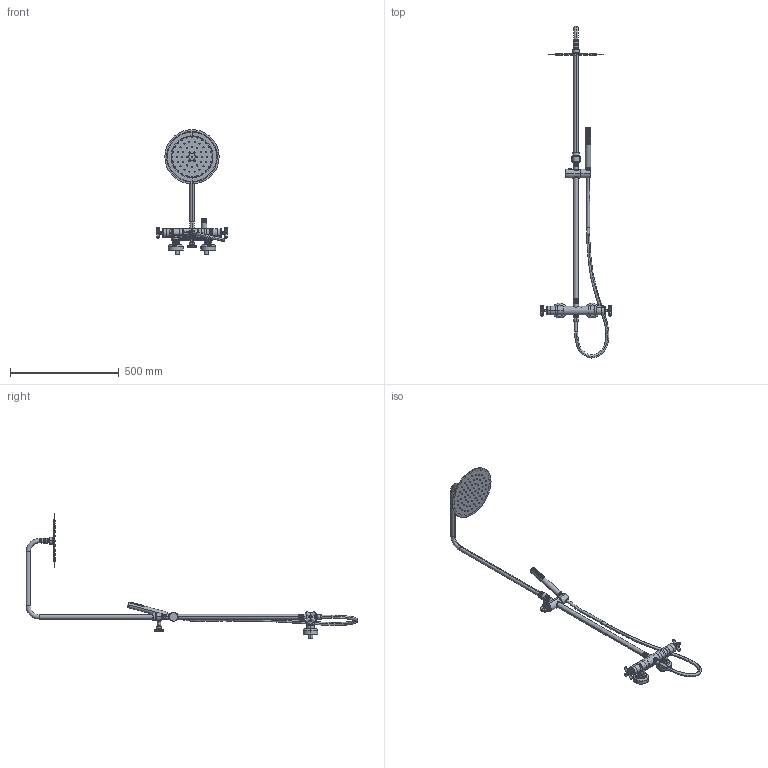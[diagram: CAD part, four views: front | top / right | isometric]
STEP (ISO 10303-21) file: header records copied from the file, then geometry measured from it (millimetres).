
FILE_DESCRIPTION(('CATIA V5 STEP Exchange','CAx-IF Rec.Pracs.--- Model Styling and Organization---1.5--- 2016-08-15','CAx-IF Rec.Pracs.---Supplemental Geometry---1.0---2011-11-01','CAx-IF Rec.Pracs.--- Composite Materials ---3.4---2017-06-13','CAx-IF Rec.Pracs.---Tessellated 3D Geometry---1.0---2015-12-17'),'2;1');
FILE_NAME('suc8219dxx - rendering.stp','2024-02-07T10:28:46+00:00',('none'),('none'),'CATIA Version 5-6 Release 2020 SP2','CATIA V5 STEP AP242 v2','none');
FILE_SCHEMA(('AP242_MANAGED_MODEL_BASED_3D_ENGINEERING_MIM_LF {1 0 10303 442 1 1 4}'));
Products named in the file (1): SUC8219DXX_ASM_AllCATPart
Bounding box: 326.5 x 1527.52 x 574 mm (x, y, z)
Volume: 916847.9 mm3; surface area: 708086.4 mm2
Topology: 67 solids, 119 shells, 3498 faces, 8983 edges, 5924 vertices
Faces by surface type: cylinder 1299, plane 1184, torus 462, cone 267, bspline 258, sphere 28
Entity records: 134400 total; most frequent: CARTESIAN_POINT 60947, ORIENTED_EDGE 17690, DIRECTION 10202, EDGE_CURVE 8961, VERTEX_POINT 5923, AXIS2_PLACEMENT_3D 5122, EDGE_LOOP 3951, ADVANCED_FACE 3498
